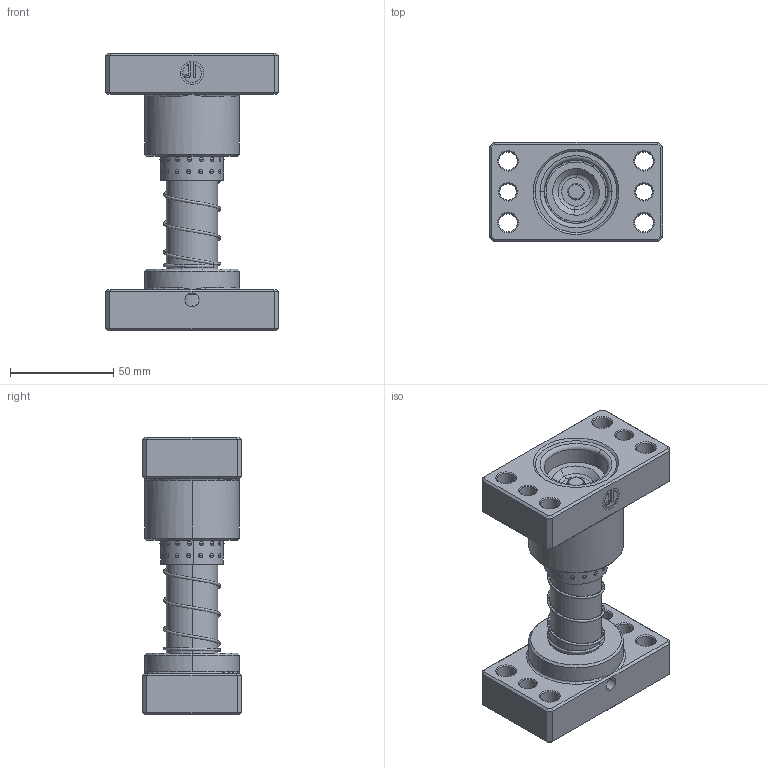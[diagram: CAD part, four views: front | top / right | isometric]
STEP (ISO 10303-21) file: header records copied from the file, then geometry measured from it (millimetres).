
FILE_DESCRIPTION (( 'STEP AP214' ), '1' );
FILE_NAME ('HYAP-D25-L100.STEP', '2021-09-23T00:28:52', ( 'User' ), ( 'china' ), 'SwSTEP 2.0', 'SolidWorks 2016', '' );
FILE_SCHEMA (( 'AUTOMOTIVE_DESIGN' ));
Length unit declared in the file: millimetre
Products named in the file (12): SAB-D25傍杶; SABP-D25; MGM-D25-L100; HYAP-D25-L100; MGHP-D25; HWP-D27.5-d25.5-L50; STMY-PD25; STMY-3-縐种; STM-M16蹟簽 -; STM-29-L32; BS-30.5-25.5-L50; SAB-D25
Assembly tree (11 placements, depth 3):
  HYAP-D25-L100
    MGM-D25-L100
    SAB-D25
      SABP-D25
      SAB-D25傍杶
    BS-30.5-25.5-L50
    STMY-PD25
      STM-29-L32
      STM-M16蹟簽 -
      STMY-3-縐种
    HWP-D27.5-d25.5-L50
    MGHP-D25
Bounding box: 84 x 48 x 134.75 mm (x, y, z)
Volume: 216451.8 mm3; surface area: 78935.6 mm2
Topology: 9 solids, 9 shells, 812 faces, 1764 edges, 1208 vertices
Faces by surface type: sphere 512, plane 99, cylinder 86, cone 74, bspline 21, torus 20
Entity records: 39911 total; most frequent: CARTESIAN_POINT 16215, DIRECTION 3553, ORIENTED_EDGE 3508, EDGE_CURVE 1754, AXIS2_PLACEMENT_3D 1592, VERTEX_POINT 1208, EDGE_LOOP 1098, FACE_OUTER_BOUND 812
